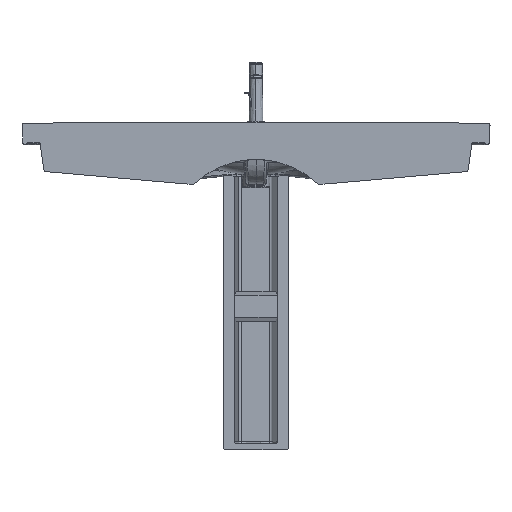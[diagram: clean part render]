
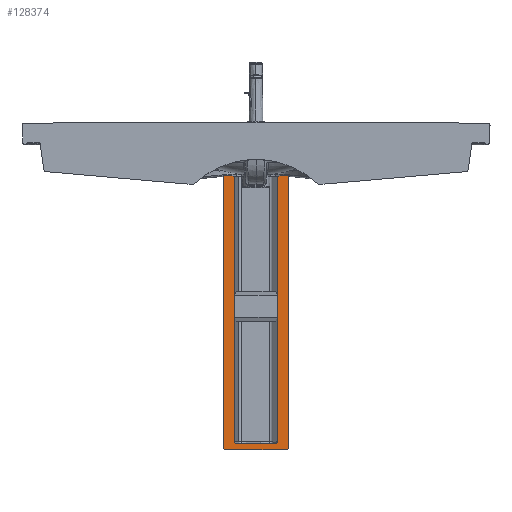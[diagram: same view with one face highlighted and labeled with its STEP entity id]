
A CAD part, left-side view. The second image highlights one B-rep face of the part: STEP entity #128374.
In plain terms, the highlighted planar face has unit normal (-1, 0, 0).
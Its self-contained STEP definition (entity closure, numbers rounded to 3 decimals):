
#127205=CARTESIAN_POINT('',(90.0,52.491,-717.0));
#127206=VERTEX_POINT('',#127205);
#127207=CARTESIAN_POINT('',(90.0,-52.491,-717.0));
#127208=VERTEX_POINT('',#127207);
#127209=CARTESIAN_POINT('',(90.0,52.491,-717.0));
#127210=DIRECTION('',(0.0,-1.0,0.0));
#127211=VECTOR('',#127210,104.983);
#127212=LINE('',#127209,#127211);
#127213=EDGE_CURVE('',#127206,#127208,#127212,.T.);
#127680=CARTESIAN_POINT('',(90.0,-57.5,-712.0));
#127681=VERTEX_POINT('',#127680);
#127682=CARTESIAN_POINT('',(90.0,-52.491,-712.0));
#127683=DIRECTION('',(-1.0,0.0,0.0));
#127684=DIRECTION('',(0.0,-1.0,0.0));
#127685=AXIS2_PLACEMENT_3D('',#127682,#127683,#127684);
#127686=ELLIPSE('',#127685,5.009,5.);
#127687=EDGE_CURVE('',#127681,#127208,#127686,.F.);
#127705=CARTESIAN_POINT('',(90.0,57.5,-712.0));
#127706=VERTEX_POINT('',#127705);
#127707=CARTESIAN_POINT('',(90.0,52.491,-712.0));
#127708=DIRECTION('',(1.0,0.0,0.0));
#127709=DIRECTION('',(0.0,1.0,0.0));
#127710=AXIS2_PLACEMENT_3D('',#127707,#127708,#127709);
#127711=ELLIPSE('',#127710,5.009,5.);
#127712=EDGE_CURVE('',#127206,#127706,#127711,.T.);
#127730=CARTESIAN_POINT('',(90.0,-67.517,0.0));
#127731=VERTEX_POINT('',#127730);
#127732=CARTESIAN_POINT('',(90.0,-87.5,0.0));
#127733=VERTEX_POINT('',#127732);
#127734=CARTESIAN_POINT('',(90.0,-67.517,0.0));
#127735=DIRECTION('',(0.0,-1.0,0.0));
#127736=VECTOR('',#127735,19.983);
#127737=LINE('',#127734,#127736);
#127738=EDGE_CURVE('',#127731,#127733,#127737,.T.);
#127740=CARTESIAN_POINT('',(90.0,87.5,0.0));
#127741=VERTEX_POINT('',#127740);
#127784=CARTESIAN_POINT('',(90.0,67.517,0.0));
#127785=VERTEX_POINT('',#127784);
#127786=CARTESIAN_POINT('',(90.0,87.5,0.0));
#127787=DIRECTION('',(0.0,-1.0,0.0));
#127788=VECTOR('',#127787,19.983);
#127789=LINE('',#127786,#127788);
#127790=EDGE_CURVE('',#127741,#127785,#127789,.T.);
#127844=CARTESIAN_POINT('',(90.0,57.5,-4.0));
#127845=VERTEX_POINT('',#127844);
#127846=CARTESIAN_POINT('',(90.0,57.5,-4.0));
#127847=DIRECTION('',(0.0,0.0,-1.0));
#127848=VECTOR('',#127847,708.0);
#127849=LINE('',#127846,#127848);
#127850=EDGE_CURVE('',#127845,#127706,#127849,.T.);
#127906=CARTESIAN_POINT('',(90.0,-57.5,-4.0));
#127907=VERTEX_POINT('',#127906);
#127923=CARTESIAN_POINT('',(90.0,-57.5,-4.0));
#127924=DIRECTION('',(0.0,0.0,-1.0));
#127925=VECTOR('',#127924,708.0);
#127926=LINE('',#127923,#127925);
#127927=EDGE_CURVE('',#127907,#127681,#127926,.T.);
#128066=CARTESIAN_POINT('',(90.0,67.517,0.));
#128067=DIRECTION('',(0.0,-0.929,-0.371));
#128068=VECTOR('',#128067,10.787);
#128069=LINE('',#128066,#128068);
#128070=EDGE_CURVE('',#127785,#127845,#128069,.T.);
#128086=CARTESIAN_POINT('',(90.0,-67.517,0.));
#128087=DIRECTION('',(0.0,0.929,-0.371));
#128088=VECTOR('',#128087,10.787);
#128089=LINE('',#128086,#128088);
#128090=EDGE_CURVE('',#127907,#127731,#128089,.F.);
#128100=CARTESIAN_POINT('',(90.0,-80.488,-733.0));
#128101=VERTEX_POINT('',#128100);
#128102=CARTESIAN_POINT('',(90.0,80.488,-733.0));
#128103=VERTEX_POINT('',#128102);
#128186=CARTESIAN_POINT('',(90.0,80.488,-733.0));
#128187=DIRECTION('',(0.0,-1.0,0.0));
#128188=VECTOR('',#128187,160.976);
#128189=LINE('',#128186,#128188);
#128190=EDGE_CURVE('',#128103,#128101,#128189,.T.);
#128274=CARTESIAN_POINT('',(90.0,-87.5,-730.4));
#128275=VERTEX_POINT('',#128274);
#128276=CARTESIAN_POINT('',(90.0,87.5,-730.4));
#128277=VERTEX_POINT('',#128276);
#128327=CARTESIAN_POINT('',(90.0,87.5,0.0));
#128328=DIRECTION('',(0.0,0.0,-1.0));
#128329=VECTOR('',#128328,730.4);
#128330=LINE('',#128327,#128329);
#128331=EDGE_CURVE('',#127741,#128277,#128330,.T.);
#128334=CARTESIAN_POINT('',(90.0,-87.5,0.0));
#128335=DIRECTION('',(0.0,0.0,-1.0));
#128336=VECTOR('',#128335,730.4);
#128337=LINE('',#128334,#128336);
#128338=EDGE_CURVE('',#127733,#128275,#128337,.T.);
#128343=CARTESIAN_POINT('',(90.0,87.5,0.));
#128344=DIRECTION('',(1.0,0.0,0.0));
#128345=DIRECTION('',(0.0,0.0,-1.0));
#128346=AXIS2_PLACEMENT_3D('',#128343,#128344,#128345);
#128347=PLANE('',#128346);
#128348=CARTESIAN_POINT('',(90.0,-80.488,-733.));
#128349=DIRECTION('',(0.0,-0.938,0.348));
#128350=VECTOR('',#128349,7.479);
#128351=LINE('',#128348,#128350);
#128352=EDGE_CURVE('',#128275,#128101,#128351,.F.);
#128353=ORIENTED_EDGE('',*,*,#128352,.F.);
#128354=ORIENTED_EDGE('',*,*,#128338,.F.);
#128355=ORIENTED_EDGE('',*,*,#127738,.F.);
#128356=ORIENTED_EDGE('',*,*,#128090,.F.);
#128357=ORIENTED_EDGE('',*,*,#127927,.T.);
#128358=ORIENTED_EDGE('',*,*,#127687,.T.);
#128359=ORIENTED_EDGE('',*,*,#127213,.F.);
#128360=ORIENTED_EDGE('',*,*,#127712,.T.);
#128361=ORIENTED_EDGE('',*,*,#127850,.F.);
#128362=ORIENTED_EDGE('',*,*,#128070,.F.);
#128363=ORIENTED_EDGE('',*,*,#127790,.F.);
#128364=ORIENTED_EDGE('',*,*,#128331,.T.);
#128365=CARTESIAN_POINT('',(90.0,80.488,-733.));
#128366=DIRECTION('',(0.0,0.938,0.348));
#128367=VECTOR('',#128366,7.479);
#128368=LINE('',#128365,#128367);
#128369=EDGE_CURVE('',#128103,#128277,#128368,.T.);
#128370=ORIENTED_EDGE('',*,*,#128369,.F.);
#128371=ORIENTED_EDGE('',*,*,#128190,.T.);
#128372=EDGE_LOOP('',(#128353,#128354,#128355,#128356,#128357,#128358,#128359,#128360,#128361,#128362,#128363,#128364,#128370,#128371));
#128373=FACE_OUTER_BOUND('',#128372,.T.);
#128374=ADVANCED_FACE('',(#128373),#128347,.F.);
